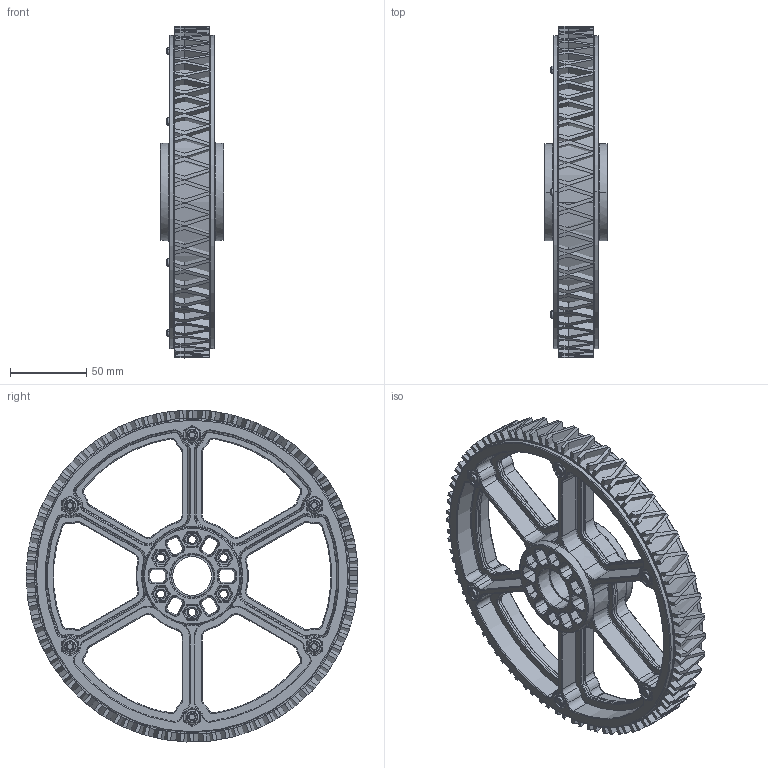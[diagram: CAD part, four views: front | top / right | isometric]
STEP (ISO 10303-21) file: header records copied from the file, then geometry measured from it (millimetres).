
FILE_DESCRIPTION (( 'STEP AP203' ), '1' );
FILE_NAME ('am-0514 8IN Plaction Wheel with Wedgetop Tread.STEP', '2021-06-07T14:15:15', ( '' ), ( '' ), 'SwSTEP 2.0', 'SolidWorks 2019', '' );
FILE_SCHEMA (( 'CONFIG_CONTROL_DESIGN' ));
Length unit declared in the file: inch
Products named in the file (5): SHCS 10-32 x 1; 10-32 Nylock Nut; 8 Wedgetop Tread V2; 8 Modular Half; am-0514 8IN Plaction Wheel with Wedgetop Tread
Assembly tree (15 placements, depth 2):
  am-0514 8IN Plaction Wheel with Wedgetop Tread
    8 Modular Half  x2
    10-32 Nylock Nut  x6
    SHCS 10-32 x 1  x6
    8 Wedgetop Tread V2
Bounding box: 41.66 x 217.46 x 217.57 mm (x, y, z)
Volume: 373765.6 mm3; surface area: 244560.6 mm2
Topology: 117 solids, 117 shells, 3410 faces, 7756 edges, 4638 vertices
Faces by surface type: plane 1244, cylinder 820, torus 606, bspline 288, cone 284, sphere 168
Entity records: 58569 total; most frequent: CARTESIAN_POINT 12471, DIRECTION 9772, ORIENTED_EDGE 9156, EDGE_CURVE 4578, AXIS2_PLACEMENT_3D 3524, VERTEX_POINT 2803, VECTOR 2724, LINE 2724
